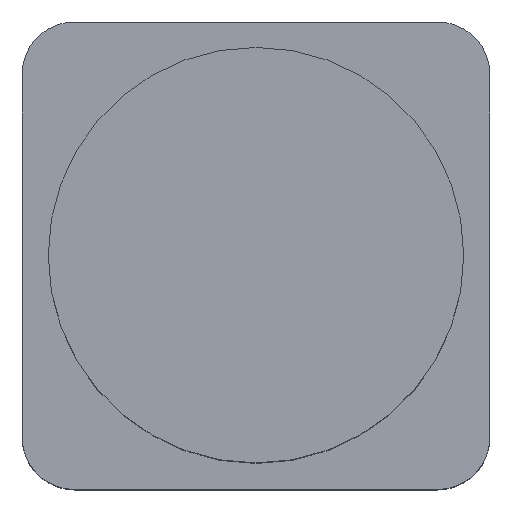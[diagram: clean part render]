
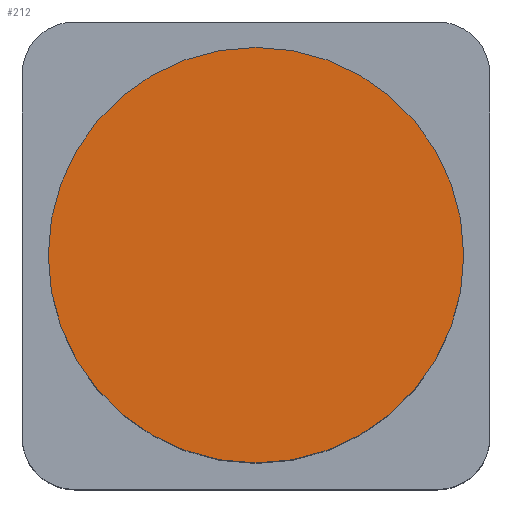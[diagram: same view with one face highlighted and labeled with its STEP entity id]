
A CAD part, top view. The second image highlights one B-rep face of the part: STEP entity #212.
In plain terms, the highlighted planar face has unit normal (0, 0, 1).
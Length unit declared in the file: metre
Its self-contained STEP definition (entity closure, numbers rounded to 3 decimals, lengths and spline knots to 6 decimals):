
#63=ORIENTED_EDGE('',*,*,#118,.F.);
#118=EDGE_CURVE('',#145,#145,#159,.T.);
#145=VERTEX_POINT('',#361);
#159=CIRCLE('',#245,0.02);
#169=EDGE_LOOP('',(#63));
#187=FACE_BOUND('',#169,.T.);
#204=PLANE('',#244);
#212=ADVANCED_FACE('',(#187),#204,.F.);
#244=AXIS2_PLACEMENT_3D('',#359,#286,#287);
#245=AXIS2_PLACEMENT_3D('',#360,#288,#289);
#286=DIRECTION('',(0.,0.,-1.));
#287=DIRECTION('',(-1.,0.,0.));
#288=DIRECTION('',(0.,0.,-1.));
#289=DIRECTION('',(-1.,0.,0.));
#359=CARTESIAN_POINT('',(0.,0.,0.045));
#360=CARTESIAN_POINT('',(0.,0.,0.045));
#361=CARTESIAN_POINT('',(-0.02,0.,0.045));
